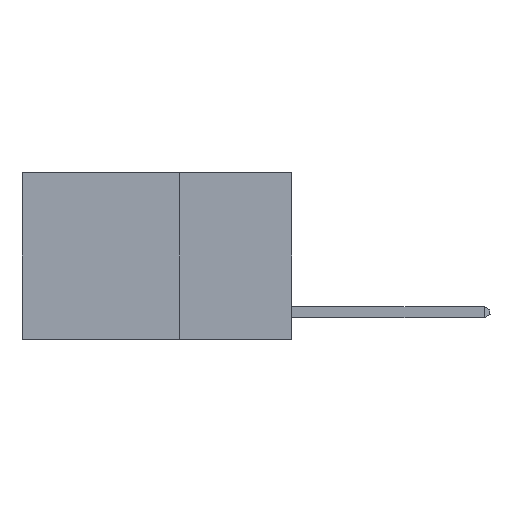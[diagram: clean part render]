
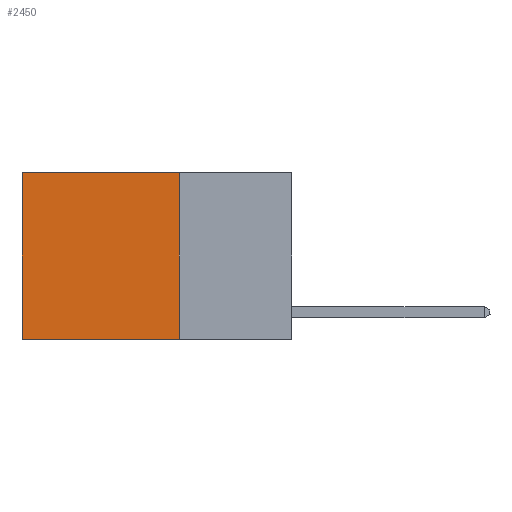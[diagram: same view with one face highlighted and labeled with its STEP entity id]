
A CAD part, left-side view. The second image highlights one B-rep face of the part: STEP entity #2450.
In plain terms, the highlighted planar face has unit normal (-1, 0, 0).
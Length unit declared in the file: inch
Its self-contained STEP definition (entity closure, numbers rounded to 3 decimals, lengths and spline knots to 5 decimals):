
#67 = CARTESIAN_POINT ( 'NONE',  ( 0.2625, 0.25, -0.37 ) ) ;
#127 = DIRECTION ( 'NONE',  ( 0., 1., 0. ) ) ;
#156 = ORIENTED_EDGE ( 'NONE', *, *, #8968, .F. ) ;
#254 = ORIENTED_EDGE ( 'NONE', *, *, #2733, .T. ) ;
#459 = VECTOR ( 'NONE', #10344, 39.37008 ) ;
#504 = ORIENTED_EDGE ( 'NONE', *, *, #2393, .F. ) ;
#854 = LINE ( 'NONE', #9649, #2331 ) ;
#2331 = VECTOR ( 'NONE', #3527, 39.37008 ) ;
#2393 = EDGE_CURVE ( 'NONE', #6404, #3679, #4508, .T. ) ;
#2450 = ADVANCED_FACE ( 'NONE', ( #10674 ), #4620, .F. ) ;
#2632 = DIRECTION ( 'NONE',  ( 0., 0., -1. ) ) ;
#2733 = EDGE_CURVE ( 'NONE', #4093, #3679, #4331, .T. ) ;
#3436 = CARTESIAN_POINT ( 'NONE',  ( 0.2625, 0.6, 0. ) ) ;
#3475 = EDGE_CURVE ( 'NONE', #10009, #4093, #11249, .T. ) ;
#3527 = DIRECTION ( 'NONE',  ( 0., 0., -1. ) ) ;
#3679 = VERTEX_POINT ( 'NONE', #8808 ) ;
#4093 = VERTEX_POINT ( 'NONE', #9006 ) ;
#4150 = CARTESIAN_POINT ( 'NONE',  ( 0.2625, 0.25, 0. ) ) ;
#4331 = LINE ( 'NONE', #3436, #459 ) ;
#4508 = LINE ( 'NONE', #67, #5088 ) ;
#4620 = PLANE ( 'NONE',  #7885 ) ;
#5088 = VECTOR ( 'NONE', #127, 39.37008 ) ;
#5428 = VECTOR ( 'NONE', #6009, 39.37008 ) ;
#5485 = EDGE_LOOP ( 'NONE', ( #254, #504, #156, #7523 ) ) ;
#5852 = CARTESIAN_POINT ( 'NONE',  ( 0.2625, 0.25, 0. ) ) ;
#6009 = DIRECTION ( 'NONE',  ( 0., 1., 0. ) ) ;
#6404 = VERTEX_POINT ( 'NONE', #11012 ) ;
#7523 = ORIENTED_EDGE ( 'NONE', *, *, #3475, .T. ) ;
#7885 = AXIS2_PLACEMENT_3D ( 'NONE', #10622, #8169, #2632 ) ;
#8169 = DIRECTION ( 'NONE',  ( 1., 0., 0. ) ) ;
#8808 = CARTESIAN_POINT ( 'NONE',  ( 0.2625, 0.6, -0.37 ) ) ;
#8968 = EDGE_CURVE ( 'NONE', #10009, #6404, #854, .T. ) ;
#9006 = CARTESIAN_POINT ( 'NONE',  ( 0.2625, 0.6, 0. ) ) ;
#9649 = CARTESIAN_POINT ( 'NONE',  ( 0.2625, 0.25, 0. ) ) ;
#10009 = VERTEX_POINT ( 'NONE', #4150 ) ;
#10344 = DIRECTION ( 'NONE',  ( 0., 0., -1. ) ) ;
#10622 = CARTESIAN_POINT ( 'NONE',  ( 0.2625, 0.25, 0. ) ) ;
#10674 = FACE_OUTER_BOUND ( 'NONE', #5485, .T. ) ;
#11012 = CARTESIAN_POINT ( 'NONE',  ( 0.2625, 0.25, -0.37 ) ) ;
#11249 = LINE ( 'NONE', #5852, #5428 ) ;
